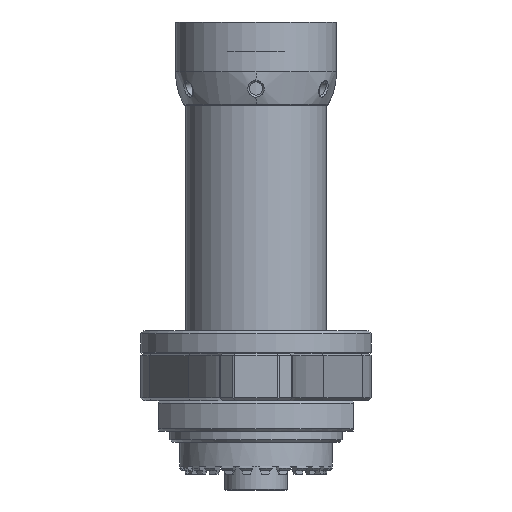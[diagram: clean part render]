
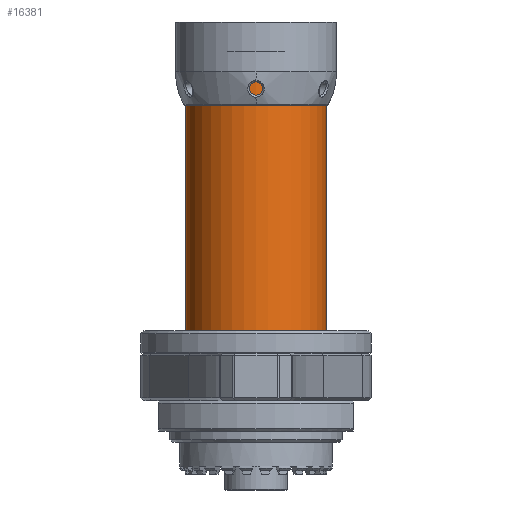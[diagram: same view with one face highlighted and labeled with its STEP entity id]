
A CAD part, left-side view. The second image highlights one B-rep face of the part: STEP entity #16381.
In plain terms, the highlighted cylindrical face has radius 25.163 mm (diameter 50.325 mm), a partial arc.
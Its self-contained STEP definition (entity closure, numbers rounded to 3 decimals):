
#1343=CARTESIAN_POINT('',(-143.6,0.,0.));
#1344=DIRECTION('',(-1.,0.,0.));
#1345=DIRECTION('',(0.,1.,0.));
#1346=AXIS2_PLACEMENT_3D('',#1343,#1344,#1345);
#1348=DIRECTION('',(1.,0.,0.));
#1349=VECTOR('',#1348,92.);
#1350=CARTESIAN_POINT('',(-143.6,-25.163,0.));
#1351=LINE('',#1350,#1349);
#1352=CARTESIAN_POINT('',(-51.6,0.,0.));
#1353=DIRECTION('',(-1.,0.,0.));
#1354=DIRECTION('',(0.,1.,0.));
#1355=AXIS2_PLACEMENT_3D('',#1352,#1353,#1354);
#1357=DIRECTION('',(1.,0.,0.));
#1358=VECTOR('',#1357,92.);
#1359=CARTESIAN_POINT('',(-143.6,25.163,0.));
#1360=LINE('',#1359,#1358);
#13101=CARTESIAN_POINT('',(-143.6,-25.163,0.));
#13102=CARTESIAN_POINT('',(-143.6,25.163,0.));
#13103=VERTEX_POINT('',#13101);
#13104=VERTEX_POINT('',#13102);
#13885=CARTESIAN_POINT('',(-51.6,-25.163,0.));
#13886=CARTESIAN_POINT('',(-51.6,25.163,0.));
#13887=VERTEX_POINT('',#13885);
#13888=VERTEX_POINT('',#13886);
#16369=CARTESIAN_POINT('',(7.72,0.,0.));
#16370=DIRECTION('',(-1.,0.,0.));
#16371=DIRECTION('',(0.,1.,0.));
#16372=AXIS2_PLACEMENT_3D('',#16369,#16370,#16371);
#16373=CYLINDRICAL_SURFACE('',#16372,25.163);
#16374=ORIENTED_EDGE('',*,*,#16358,.T.);
#16375=ORIENTED_EDGE('',*,*,#16155,.T.);
#16377=ORIENTED_EDGE('',*,*,#16376,.F.);
#16378=ORIENTED_EDGE('',*,*,#16151,.F.);
#16379=EDGE_LOOP('',(#16374,#16375,#16377,#16378));
#16380=FACE_OUTER_BOUND('',#16379,.F.);
#16381=ADVANCED_FACE('',(#16380),#16373,.T.);
#1347=CIRCLE('',#1346,25.163);
#1356=CIRCLE('',#1355,25.163);
#16151=EDGE_CURVE('',#13104,#13888,#1360,.T.);
#16155=EDGE_CURVE('',#13103,#13887,#1351,.T.);
#16358=EDGE_CURVE('',#13104,#13103,#1347,.T.);
#16376=EDGE_CURVE('',#13888,#13887,#1356,.T.);
